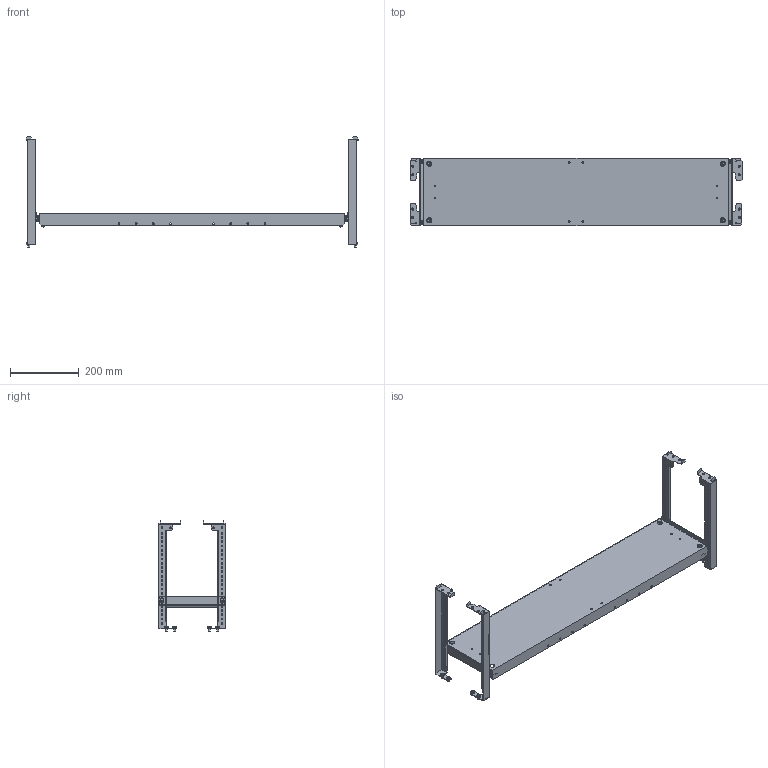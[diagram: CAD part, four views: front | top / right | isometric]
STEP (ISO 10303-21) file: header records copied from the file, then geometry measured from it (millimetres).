
FILE_DESCRIPTION (( 'STEP AP203' ), '1' );
FILE_NAME ('FO-00-MPU-020-100 FORMAT Ïàíåëü ìîíòàæíàÿ óíèâåðñàëüíàÿ 200õ1000 IEK.STEP', '2025-01-21T12:07:58', ( '' ), ( '' ), 'SwSTEP 2.0', 'SolidWorks 2022', '' );
FILE_SCHEMA (( 'CONFIG_CONTROL_DESIGN' ));
Length unit declared in the file: millimetre
Products named in the file (4): Панель монтажная универсальная 200х1000; FO-00-MPU-020-100 FORMAT Панель монтажная универсальная 200х1000 IEK; Траверса гориз. для стац. МП; Траверса гориз. для стац. МП - 2
Assembly tree (5 placements, depth 2):
  FO-00-MPU-020-100 FORMAT Панель монтажная универсальная 200х1000 IEK
    Траверса гориз. для стац. МП  x2
    Траверса гориз. для стац. МП - 2  x2
    Панель монтажная универсальная 200х1000
Bounding box: 966 x 197 x 321.7 mm (x, y, z)
Volume: 722386.9 mm3; surface area: 759120.5 mm2
Topology: 27 solids, 27 shells, 1270 faces, 3360 edges, 2200 vertices
Faces by surface type: cylinder 620, plane 498, cone 88, torus 64
Entity records: 29628 total; most frequent: CARTESIAN_POINT 5462, DIRECTION 5186, ORIENTED_EDGE 4756, EDGE_CURVE 2378, AXIS2_PLACEMENT_3D 1952, VERTEX_POINT 1556, VECTOR 1282, LINE 1282
